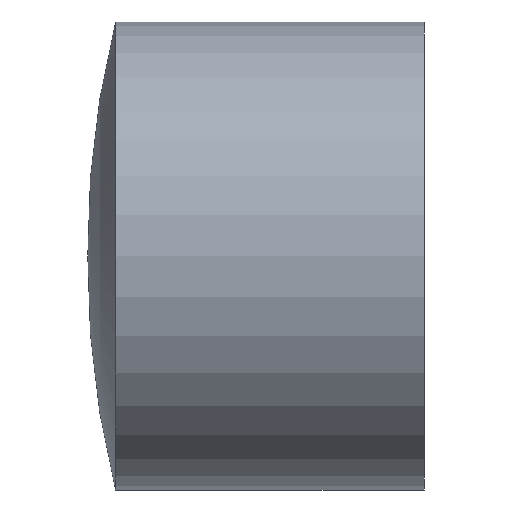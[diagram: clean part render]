
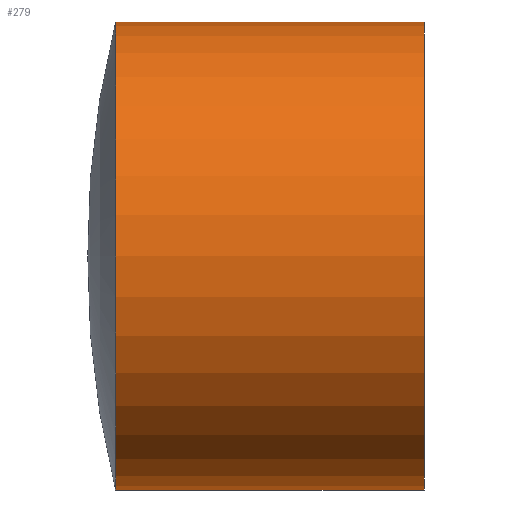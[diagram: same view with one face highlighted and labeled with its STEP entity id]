
A CAD part, left-side view. The second image highlights one B-rep face of the part: STEP entity #279.
In plain terms, the highlighted cylindrical face has radius 80 mm (diameter 160 mm), a partial arc.
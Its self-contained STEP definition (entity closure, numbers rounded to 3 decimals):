
#5 = CARTESIAN_POINT ( 'NONE',  ( 0., 105.512, -80. ) ) ;
#28 = CARTESIAN_POINT ( 'NONE',  ( 0., 0., -80. ) ) ;
#30 = CARTESIAN_POINT ( 'NONE',  ( 0., 0., 0. ) ) ;
#32 = DIRECTION ( 'NONE',  ( 0., -1., 0. ) ) ;
#40 = LINE ( 'NONE', #218, #206 ) ;
#51 = FACE_OUTER_BOUND ( 'NONE', #274, .T. ) ;
#57 = VERTEX_POINT ( 'NONE', #86 ) ;
#62 = AXIS2_PLACEMENT_3D ( 'NONE', #254, #32, #129 ) ;
#75 = AXIS2_PLACEMENT_3D ( 'NONE', #30, #127, #225 ) ;
#83 = CIRCLE ( 'NONE', #75, 80. ) ;
#86 = CARTESIAN_POINT ( 'NONE',  ( 0., 0., 80. ) ) ;
#89 = EDGE_CURVE ( 'NONE', #106, #57, #40, .T. ) ;
#94 = CARTESIAN_POINT ( 'NONE',  ( 0., 0., -80. ) ) ;
#100 = VERTEX_POINT ( 'NONE', #94 ) ;
#106 = VERTEX_POINT ( 'NONE', #167 ) ;
#116 = VECTOR ( 'NONE', #124, 1000. ) ;
#121 = CARTESIAN_POINT ( 'NONE',  ( 0., 105.512, 0. ) ) ;
#124 = DIRECTION ( 'NONE',  ( 0., -1., 0. ) ) ;
#127 = DIRECTION ( 'NONE',  ( 0., -1., 0. ) ) ;
#129 = DIRECTION ( 'NONE',  ( 0., 0., -1. ) ) ;
#135 = EDGE_CURVE ( 'NONE', #106, #256, #168, .T. ) ;
#151 = CYLINDRICAL_SURFACE ( 'NONE', #62, 80. ) ;
#162 = AXIS2_PLACEMENT_3D ( 'NONE', #121, #194, #286 ) ;
#167 = CARTESIAN_POINT ( 'NONE',  ( 0., 105.512, 80. ) ) ;
#168 = CIRCLE ( 'NONE', #162, 80. ) ;
#194 = DIRECTION ( 'NONE',  ( 0., -1., 0. ) ) ;
#201 = ORIENTED_EDGE ( 'NONE', *, *, #89, .F. ) ;
#206 = VECTOR ( 'NONE', #304, 1000. ) ;
#208 = EDGE_CURVE ( 'NONE', #256, #100, #249, .T. ) ;
#218 = CARTESIAN_POINT ( 'NONE',  ( 0., 0., 80. ) ) ;
#225 = DIRECTION ( 'NONE',  ( 0., 0., -1. ) ) ;
#226 = ORIENTED_EDGE ( 'NONE', *, *, #252, .F. ) ;
#249 = LINE ( 'NONE', #28, #116 ) ;
#250 = ORIENTED_EDGE ( 'NONE', *, *, #208, .T. ) ;
#252 = EDGE_CURVE ( 'NONE', #57, #100, #83, .T. ) ;
#254 = CARTESIAN_POINT ( 'NONE',  ( 0., 0., 0. ) ) ;
#256 = VERTEX_POINT ( 'NONE', #5 ) ;
#274 = EDGE_LOOP ( 'NONE', ( #201, #295, #250, #226 ) ) ;
#279 = ADVANCED_FACE ( 'NONE', ( #51 ), #151, .T. ) ;
#286 = DIRECTION ( 'NONE',  ( 0., 0., -1. ) ) ;
#295 = ORIENTED_EDGE ( 'NONE', *, *, #135, .T. ) ;
#304 = DIRECTION ( 'NONE',  ( 0., -1., 0. ) ) ;
